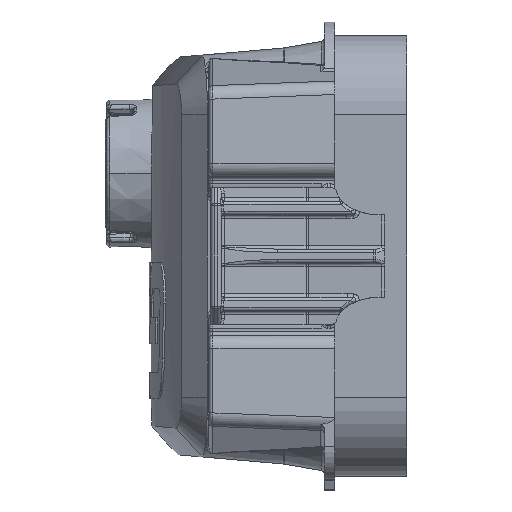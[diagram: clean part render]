
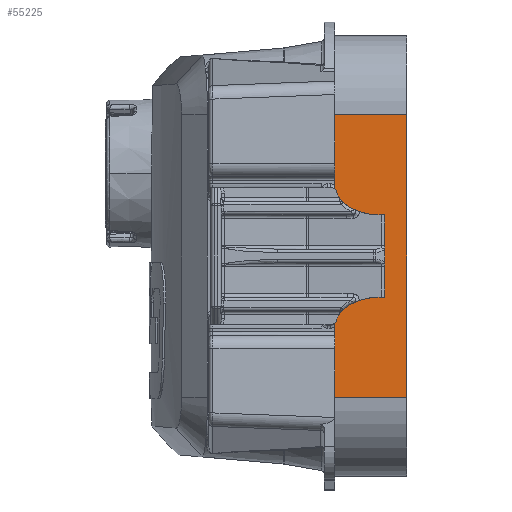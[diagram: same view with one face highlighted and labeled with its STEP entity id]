
A CAD part, left-side view. The second image highlights one B-rep face of the part: STEP entity #55225.
In plain terms, the highlighted planar face has unit normal (-1, 0, 0).
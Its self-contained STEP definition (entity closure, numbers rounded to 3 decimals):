
#35=DIRECTION('',(0.,0.,-1.));
#36=VECTOR('',#35,41.1);
#37=CARTESIAN_POINT('',(-56.,6.8,20.55));
#38=LINE('',#37,#36);
#17622=DIRECTION('',(0.,1.,0.));
#17623=VECTOR('',#17622,10.5);
#17624=CARTESIAN_POINT('',(-56.,-3.7,-20.55));
#17625=LINE('',#17624,#17623);
#17635=DIRECTION('',(0.,1.,0.));
#17636=VECTOR('',#17635,10.5);
#17637=CARTESIAN_POINT('',(-56.,-3.7,20.55));
#17638=LINE('',#17637,#17636);
#17639=DIRECTION('',(0.,0.,-1.));
#17640=VECTOR('',#17639,41.1);
#17641=CARTESIAN_POINT('',(-56.,-3.7,20.55));
#17642=LINE('',#17641,#17640);
#22993=CARTESIAN_POINT('',(-56.,-3.7,20.55));
#22994=CARTESIAN_POINT('',(-56.,6.8,20.55));
#22995=VERTEX_POINT('',#22993);
#22996=VERTEX_POINT('',#22994);
#23005=CARTESIAN_POINT('',(-56.,-3.7,-20.55));
#23006=CARTESIAN_POINT('',(-56.,6.8,-20.55));
#23007=VERTEX_POINT('',#23005);
#23008=VERTEX_POINT('',#23006);
#55213=CARTESIAN_POINT('',(-56.,-3.7,20.55));
#55214=DIRECTION('',(-1.,0.,0.));
#55215=DIRECTION('',(0.,1.,0.));
#55216=AXIS2_PLACEMENT_3D('',#55213,#55214,#55215);
#55217=PLANE('',#55216);
#55219=ORIENTED_EDGE('',*,*,#55218,.F.);
#55220=ORIENTED_EDGE('',*,*,#55167,.T.);
#55221=ORIENTED_EDGE('',*,*,#55205,.T.);
#55222=ORIENTED_EDGE('',*,*,#27296,.F.);
#55223=EDGE_LOOP('',(#55219,#55220,#55221,#55222));
#55224=FACE_OUTER_BOUND('',#55223,.F.);
#55225=ADVANCED_FACE('',(#55224),#55217,.T.);
#27296=EDGE_CURVE('',#22996,#23008,#38,.T.);
#55167=EDGE_CURVE('',#22995,#23007,#17642,.T.);
#55205=EDGE_CURVE('',#23007,#23008,#17625,.T.);
#55218=EDGE_CURVE('',#22995,#22996,#17638,.T.);
